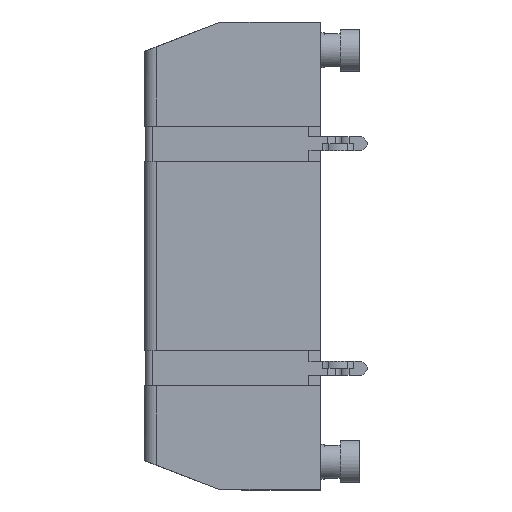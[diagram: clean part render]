
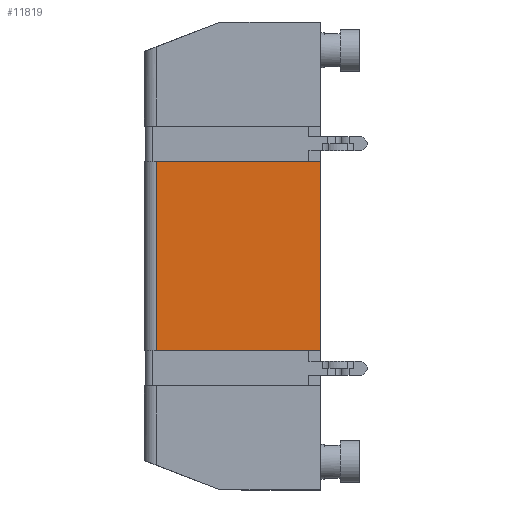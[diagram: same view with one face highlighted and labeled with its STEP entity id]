
A CAD part, left-side view. The second image highlights one B-rep face of the part: STEP entity #11819.
In plain terms, the highlighted planar face has unit normal (-1, 0, 0).
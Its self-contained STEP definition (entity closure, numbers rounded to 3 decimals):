
#565 = FACE_OUTER_BOUND ( 'NONE', #14709, .T. ) ;
#1164 = CARTESIAN_POINT ( 'NONE',  ( -38.55, 15., 19.9 ) ) ;
#1239 = ORIENTED_EDGE ( 'NONE', *, *, #12845, .T. ) ;
#2025 = EDGE_CURVE ( 'NONE', #5883, #2040, #13154, .T. ) ;
#2040 = VERTEX_POINT ( 'NONE', #3936 ) ;
#2244 = VECTOR ( 'NONE', #12688, 1000. ) ;
#2754 = LINE ( 'NONE', #10261, #2244 ) ;
#2916 = ORIENTED_EDGE ( 'NONE', *, *, #3125, .T. ) ;
#3125 = EDGE_CURVE ( 'NONE', #9041, #2040, #10056, .T. ) ;
#3332 = DIRECTION ( 'NONE',  ( 0., 0., -1. ) ) ;
#3936 = CARTESIAN_POINT ( 'NONE',  ( -38.55, 14., -8.05 ) ) ;
#5796 = CARTESIAN_POINT ( 'NONE',  ( -38.55, 0., 19.9 ) ) ;
#5824 = ORIENTED_EDGE ( 'NONE', *, *, #8243, .T. ) ;
#5883 = VERTEX_POINT ( 'NONE', #10691 ) ;
#6164 = DIRECTION ( 'NONE',  ( 0., 1., 0. ) ) ;
#6638 = LINE ( 'NONE', #5796, #11090 ) ;
#6698 = PLANE ( 'NONE',  #9856 ) ;
#7568 = VERTEX_POINT ( 'NONE', #13149 ) ;
#8102 = CARTESIAN_POINT ( 'NONE',  ( -38.55, 14., 19.9 ) ) ;
#8243 = EDGE_CURVE ( 'NONE', #5883, #7568, #6638, .T. ) ;
#8854 = CARTESIAN_POINT ( 'NONE',  ( -38.55, 14., 8.05 ) ) ;
#9041 = VERTEX_POINT ( 'NONE', #8854 ) ;
#9045 = VECTOR ( 'NONE', #6164, 1000. ) ;
#9856 = AXIS2_PLACEMENT_3D ( 'NONE', #1164, #11325, #3332 ) ;
#10056 = LINE ( 'NONE', #8102, #10419 ) ;
#10261 = CARTESIAN_POINT ( 'NONE',  ( -38.55, 0., 8.05 ) ) ;
#10419 = VECTOR ( 'NONE', #11693, 1000. ) ;
#10691 = CARTESIAN_POINT ( 'NONE',  ( -38.55, 0., -8.05 ) ) ;
#11090 = VECTOR ( 'NONE', #11381, 1000. ) ;
#11325 = DIRECTION ( 'NONE',  ( 1., 0., 0. ) ) ;
#11381 = DIRECTION ( 'NONE',  ( 0., 0., 1. ) ) ;
#11693 = DIRECTION ( 'NONE',  ( 0., 0., -1. ) ) ;
#11819 = ADVANCED_FACE ( 'NONE', ( #565 ), #6698, .F. ) ;
#12100 = CARTESIAN_POINT ( 'NONE',  ( -38.55, 0., -8.05 ) ) ;
#12688 = DIRECTION ( 'NONE',  ( 0., 1., 0. ) ) ;
#12845 = EDGE_CURVE ( 'NONE', #7568, #9041, #2754, .T. ) ;
#13149 = CARTESIAN_POINT ( 'NONE',  ( -38.55, 0., 8.05 ) ) ;
#13154 = LINE ( 'NONE', #12100, #9045 ) ;
#13905 = ORIENTED_EDGE ( 'NONE', *, *, #2025, .F. ) ;
#14709 = EDGE_LOOP ( 'NONE', ( #1239, #2916, #13905, #5824 ) ) ;
